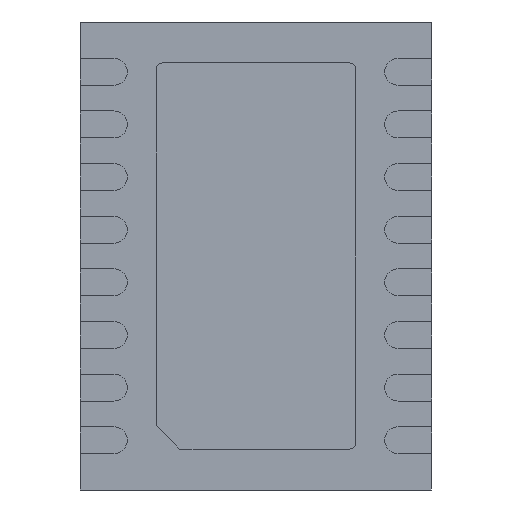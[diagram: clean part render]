
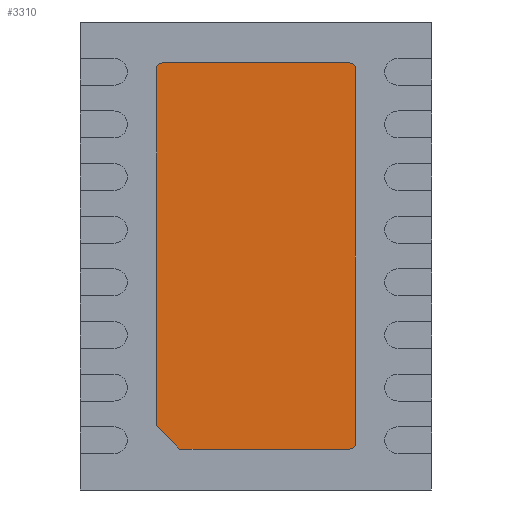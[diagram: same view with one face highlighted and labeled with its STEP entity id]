
A CAD part, front view. The second image highlights one B-rep face of the part: STEP entity #3310.
In plain terms, the highlighted planar face has unit normal (0, -1, 0).
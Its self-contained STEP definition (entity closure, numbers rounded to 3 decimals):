
#10 = VERTEX_POINT ( 'NONE', #4804 ) ;
#201 = DIRECTION ( 'NONE',  ( 0., 0., -1. ) ) ;
#223 = VERTEX_POINT ( 'NONE', #4066 ) ;
#225 = DIRECTION ( 'NONE',  ( 0., 0., -1. ) ) ;
#289 = PLANE ( 'NONE',  #3155 ) ;
#316 = ORIENTED_EDGE ( 'NONE', *, *, #4073, .T. ) ;
#346 = VERTEX_POINT ( 'NONE', #4225 ) ;
#512 = VERTEX_POINT ( 'NONE', #3979 ) ;
#815 = VERTEX_POINT ( 'NONE', #2322 ) ;
#942 = LINE ( 'NONE', #4750, #4820 ) ;
#1362 = LINE ( 'NONE', #4811, #1434 ) ;
#1434 = VECTOR ( 'NONE', #2656, 1000. ) ;
#1444 = ORIENTED_EDGE ( 'NONE', *, *, #1919, .T. ) ;
#1516 = ORIENTED_EDGE ( 'NONE', *, *, #3583, .T. ) ;
#1542 = EDGE_LOOP ( 'NONE', ( #4516, #1444, #3375, #5193, #4149, #3573, #1516, #316 ) ) ;
#1919 = EDGE_CURVE ( 'NONE', #346, #223, #4698, .T. ) ;
#1986 = EDGE_CURVE ( 'NONE', #3150, #346, #942, .T. ) ;
#2029 = LINE ( 'NONE', #3911, #3941 ) ;
#2108 = AXIS2_PLACEMENT_3D ( 'NONE', #2670, #3193, #3730 ) ;
#2118 = DIRECTION ( 'NONE',  ( 0., 0., -1. ) ) ;
#2126 = CARTESIAN_POINT ( 'NONE',  ( 0., 0., 0. ) ) ;
#2286 = DIRECTION ( 'NONE',  ( 0., -1., 0. ) ) ;
#2322 = CARTESIAN_POINT ( 'NONE',  ( -0.8, 0., 1.65 ) ) ;
#2412 = AXIS2_PLACEMENT_3D ( 'NONE', #2469, #4229, #2118 ) ;
#2469 = CARTESIAN_POINT ( 'NONE',  ( 0.8, 0., -1.6 ) ) ;
#2514 = DIRECTION ( 'NONE',  ( 0., -1., 0. ) ) ;
#2519 = VECTOR ( 'NONE', #5535, 1000. ) ;
#2627 = EDGE_CURVE ( 'NONE', #10, #815, #1362, .T. ) ;
#2656 = DIRECTION ( 'NONE',  ( -1., 0., 0. ) ) ;
#2670 = CARTESIAN_POINT ( 'NONE',  ( 0.8, 0., 1.6 ) ) ;
#3052 = CARTESIAN_POINT ( 'NONE',  ( -0.85, 0., -1.45 ) ) ;
#3071 = CIRCLE ( 'NONE', #2108, 0.05 ) ;
#3150 = VERTEX_POINT ( 'NONE', #3728 ) ;
#3155 = AXIS2_PLACEMENT_3D ( 'NONE', #2126, #2514, #225 ) ;
#3193 = DIRECTION ( 'NONE',  ( 0., -1., 0. ) ) ;
#3266 = EDGE_CURVE ( 'NONE', #223, #512, #3657, .T. ) ;
#3310 = ADVANCED_FACE ( 'NONE', ( #5737 ), #289, .T. ) ;
#3375 = ORIENTED_EDGE ( 'NONE', *, *, #3266, .T. ) ;
#3471 = AXIS2_PLACEMENT_3D ( 'NONE', #3707, #2286, #4561 ) ;
#3515 = VERTEX_POINT ( 'NONE', #4593 ) ;
#3573 = ORIENTED_EDGE ( 'NONE', *, *, #4298, .T. ) ;
#3580 = DIRECTION ( 'NONE',  ( 1., 0., 0. ) ) ;
#3583 = EDGE_CURVE ( 'NONE', #3515, #3845, #2029, .T. ) ;
#3657 = LINE ( 'NONE', #5125, #3792 ) ;
#3707 = CARTESIAN_POINT ( 'NONE',  ( -0.8, 0., 1.6 ) ) ;
#3728 = CARTESIAN_POINT ( 'NONE',  ( -0.65, 0., -1.65 ) ) ;
#3730 = DIRECTION ( 'NONE',  ( 0., 0., -1. ) ) ;
#3792 = VECTOR ( 'NONE', #5218, 1000. ) ;
#3845 = VERTEX_POINT ( 'NONE', #3052 ) ;
#3911 = CARTESIAN_POINT ( 'NONE',  ( -0.85, 0., 1.65 ) ) ;
#3941 = VECTOR ( 'NONE', #201, 1000. ) ;
#3979 = CARTESIAN_POINT ( 'NONE',  ( 0.85, 0., 1.6 ) ) ;
#4066 = CARTESIAN_POINT ( 'NONE',  ( 0.85, 0., -1.6 ) ) ;
#4073 = EDGE_CURVE ( 'NONE', #3845, #3150, #4311, .T. ) ;
#4149 = ORIENTED_EDGE ( 'NONE', *, *, #2627, .T. ) ;
#4225 = CARTESIAN_POINT ( 'NONE',  ( 0.8, 0., -1.65 ) ) ;
#4229 = DIRECTION ( 'NONE',  ( 0., -1., 0. ) ) ;
#4298 = EDGE_CURVE ( 'NONE', #815, #3515, #4530, .T. ) ;
#4311 = LINE ( 'NONE', #5016, #2519 ) ;
#4516 = ORIENTED_EDGE ( 'NONE', *, *, #1986, .T. ) ;
#4530 = CIRCLE ( 'NONE', #3471, 0.05 ) ;
#4561 = DIRECTION ( 'NONE',  ( 0., 0., -1. ) ) ;
#4593 = CARTESIAN_POINT ( 'NONE',  ( -0.85, 0., 1.6 ) ) ;
#4677 = EDGE_CURVE ( 'NONE', #512, #10, #3071, .T. ) ;
#4698 = CIRCLE ( 'NONE', #2412, 0.05 ) ;
#4750 = CARTESIAN_POINT ( 'NONE',  ( 0.85, 0., -1.65 ) ) ;
#4804 = CARTESIAN_POINT ( 'NONE',  ( 0.8, 0., 1.65 ) ) ;
#4811 = CARTESIAN_POINT ( 'NONE',  ( 0.85, 0., 1.65 ) ) ;
#4820 = VECTOR ( 'NONE', #3580, 1000. ) ;
#5016 = CARTESIAN_POINT ( 'NONE',  ( -1.15, 0., -1.15 ) ) ;
#5125 = CARTESIAN_POINT ( 'NONE',  ( 0.85, 0., 1.65 ) ) ;
#5193 = ORIENTED_EDGE ( 'NONE', *, *, #4677, .T. ) ;
#5218 = DIRECTION ( 'NONE',  ( 0., 0., 1. ) ) ;
#5535 = DIRECTION ( 'NONE',  ( 0.707, 0., -0.707 ) ) ;
#5737 = FACE_OUTER_BOUND ( 'NONE', #1542, .T. ) ;
